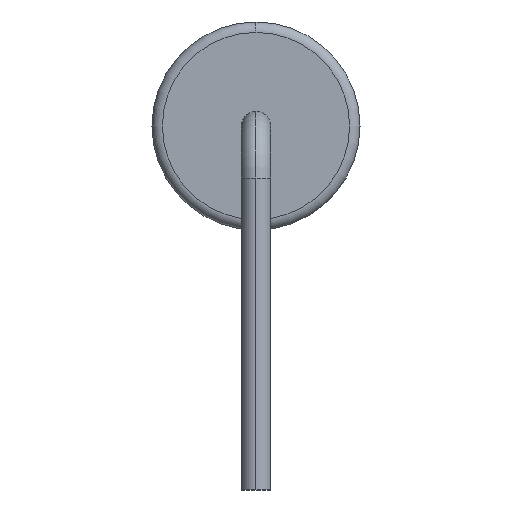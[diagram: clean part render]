
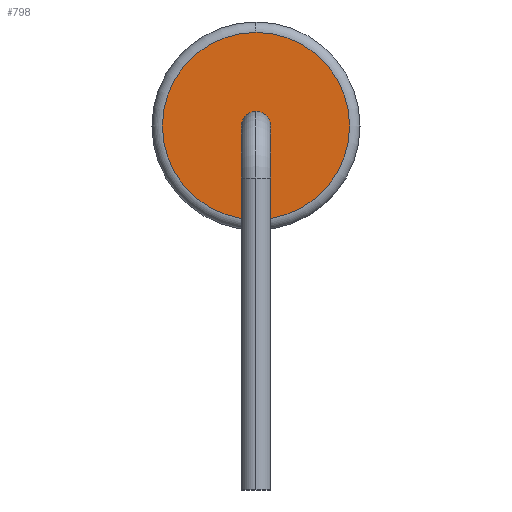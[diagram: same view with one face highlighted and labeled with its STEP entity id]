
A CAD part, left-side view. The second image highlights one B-rep face of the part: STEP entity #798.
In plain terms, the highlighted planar face has unit normal (-1, 0, 0).
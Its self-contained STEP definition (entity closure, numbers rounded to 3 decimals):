
#84 = DIRECTION ( 'NONE',  ( 0., 0., 1. ) ) ;
#153 = AXIS2_PLACEMENT_3D ( 'NONE', #11528, #2440, #4284 ) ;
#269 = VERTEX_POINT ( 'NONE', #769 ) ;
#769 = CARTESIAN_POINT ( 'NONE',  ( -5.25, 0., 0.28 ) ) ;
#798 = ADVANCED_FACE ( 'NONE', ( #2226, #6247 ), #6307, .F. ) ;
#950 = ORIENTED_EDGE ( 'NONE', *, *, #7451, .T. ) ;
#1541 = AXIS2_PLACEMENT_3D ( 'NONE', #6019, #9126, #84 ) ;
#1566 = CARTESIAN_POINT ( 'NONE',  ( -5.25, 0., 0. ) ) ;
#1659 = CIRCLE ( 'NONE', #6283, 0.28 ) ;
#2075 = ORIENTED_EDGE ( 'NONE', *, *, #3538, .F. ) ;
#2226 = FACE_BOUND ( 'NONE', #6613, .T. ) ;
#2440 = DIRECTION ( 'NONE',  ( -1., 0., 0. ) ) ;
#2483 = DIRECTION ( 'NONE',  ( 1., 0., 0. ) ) ;
#3174 = VERTEX_POINT ( 'NONE', #12136 ) ;
#3538 = EDGE_CURVE ( 'NONE', #269, #9052, #1659, .T. ) ;
#4030 = DIRECTION ( 'NONE',  ( 0., 0., 1. ) ) ;
#4160 = CIRCLE ( 'NONE', #153, 0.28 ) ;
#4284 = DIRECTION ( 'NONE',  ( 0., 0., -1. ) ) ;
#4537 = DIRECTION ( 'NONE',  ( 0., 0., -1. ) ) ;
#4902 = CARTESIAN_POINT ( 'NONE',  ( -5.25, 0., -0.28 ) ) ;
#5151 = EDGE_CURVE ( 'NONE', #9052, #269, #4160, .T. ) ;
#5643 = DIRECTION ( 'NONE',  ( 0., 0., -1. ) ) ;
#5831 = AXIS2_PLACEMENT_3D ( 'NONE', #1566, #2483, #4537 ) ;
#6019 = CARTESIAN_POINT ( 'NONE',  ( -5.25, 0., 0. ) ) ;
#6247 = FACE_OUTER_BOUND ( 'NONE', #11105, .T. ) ;
#6283 = AXIS2_PLACEMENT_3D ( 'NONE', #11430, #12463, #5643 ) ;
#6307 = PLANE ( 'NONE',  #5831 ) ;
#6309 = AXIS2_PLACEMENT_3D ( 'NONE', #6729, #6791, #4030 ) ;
#6613 = EDGE_LOOP ( 'NONE', ( #2075, #7869 ) ) ;
#6729 = CARTESIAN_POINT ( 'NONE',  ( -5.25, 0., 0. ) ) ;
#6791 = DIRECTION ( 'NONE',  ( -1., 0., 0. ) ) ;
#7451 = EDGE_CURVE ( 'NONE', #11135, #3174, #10327, .T. ) ;
#7613 = ORIENTED_EDGE ( 'NONE', *, *, #9020, .T. ) ;
#7869 = ORIENTED_EDGE ( 'NONE', *, *, #5151, .F. ) ;
#9020 = EDGE_CURVE ( 'NONE', #3174, #11135, #9748, .T. ) ;
#9052 = VERTEX_POINT ( 'NONE', #4902 ) ;
#9126 = DIRECTION ( 'NONE',  ( -1., 0., 0. ) ) ;
#9721 = CARTESIAN_POINT ( 'NONE',  ( -5.25, 0., -1.8 ) ) ;
#9748 = CIRCLE ( 'NONE', #1541, 1.8 ) ;
#10327 = CIRCLE ( 'NONE', #6309, 1.8 ) ;
#11105 = EDGE_LOOP ( 'NONE', ( #7613, #950 ) ) ;
#11135 = VERTEX_POINT ( 'NONE', #9721 ) ;
#11430 = CARTESIAN_POINT ( 'NONE',  ( -5.25, 0., 0. ) ) ;
#11528 = CARTESIAN_POINT ( 'NONE',  ( -5.25, 0., 0. ) ) ;
#12136 = CARTESIAN_POINT ( 'NONE',  ( -5.25, 0., 1.8 ) ) ;
#12463 = DIRECTION ( 'NONE',  ( -1., 0., 0. ) ) ;
